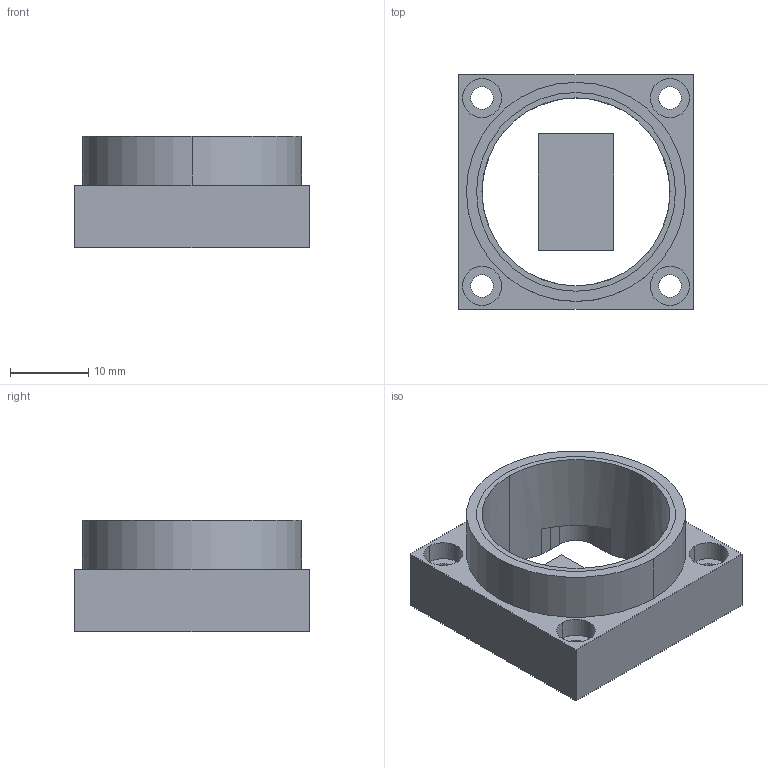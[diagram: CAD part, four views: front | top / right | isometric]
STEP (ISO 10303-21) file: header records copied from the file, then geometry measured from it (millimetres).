
FILE_DESCRIPTION(/* description */ ('VariCAD 2013-2.07 AP-214'),/* implementation_level */ '2;1');
FILE_NAME(/* name */ 'c-mount.stp',/* time_stamp */ '2014-12-25T21:20:33+01:00',/* author */ (''),/* organization */ (''),/* preprocessor_version */ 'ST-DEVELOPER v14',/* originating_system */ 'VariCAD 2013-2.07; kernel version (20130303)',/* authorisation */ '');
FILE_SCHEMA (('AUTOMOTIVE_DESIGN'));
Length unit declared in the file: millimetre
Products named in the file (3): c-mount
Assembly tree (2 placements, depth 2):
  c-mount
    (unnamed)
    (unnamed)
Bounding box: 30 x 30 x 14.26 mm (x, y, z)
Volume: 4304.1 mm3; surface area: 4192.4 mm2
Topology: 2 solids, 2 shells, 70 faces, 170 edges, 110 vertices
Faces by surface type: plane 46, cylinder 24
Entity records: 2450 total; most frequent: DIRECTION 394, CARTESIAN_POINT 357, ORIENTED_EDGE 340, EDGE_CURVE 170, AXIS2_PLACEMENT_3D 147, VERTEX_POINT 110, LINE 100, VECTOR 100
